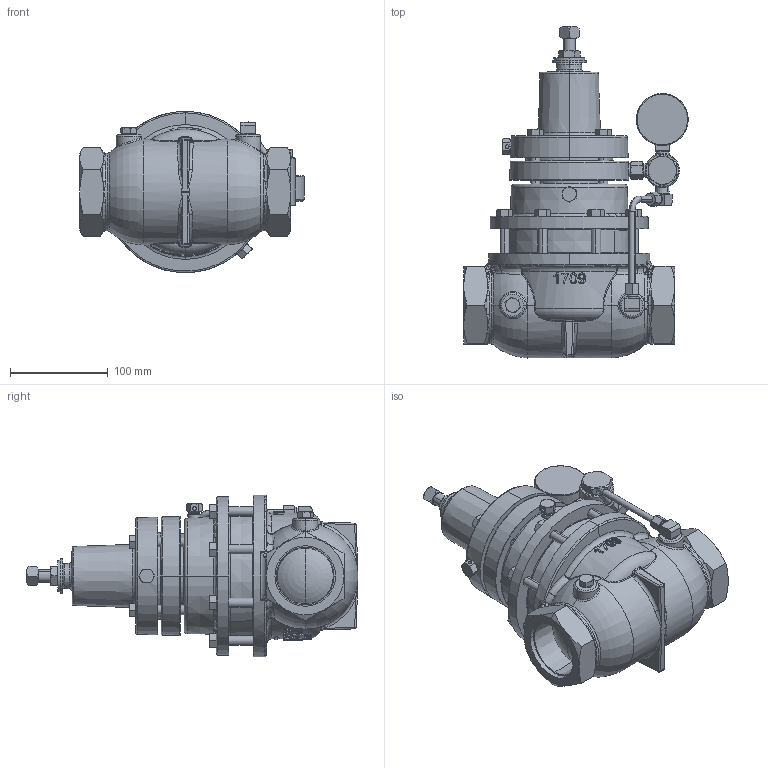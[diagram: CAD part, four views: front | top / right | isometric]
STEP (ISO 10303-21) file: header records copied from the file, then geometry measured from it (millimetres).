
FILE_DESCRIPTION (( 'STEP AP203' ), '1' );
FILE_NAME ('2 INCH 212 SGT BP (AAA).STEP', '2013-10-07T13:47:40', ( 'PCTech' ), ( 'Microsoft' ), 'SwSTEP 2.0', 'SolidWorks 2013', '' );
FILE_SCHEMA (( 'CONFIG_CONTROL_DESIGN' ));
Length unit declared in the file: inch
Products named in the file (1): 2 INCH 212 SGT BP (AAA)
Bounding box: 229.71 x 339.66 x 165.1 mm (x, y, z)
Volume: 3625484.6 mm3; surface area: 276998.8 mm2
Topology: 1 solids, 3 shells, 1374 faces, 3487 edges, 2138 vertices
Faces by surface type: plane 468, bspline 367, cone 233, cylinder 196, torus 98, sphere 12
Entity records: 69353 total; most frequent: CARTESIAN_POINT 39647, ORIENTED_EDGE 6866, DIRECTION 5166, EDGE_CURVE 3433, VERTEX_POINT 2138, AXIS2_PLACEMENT_3D 2023, EDGE_LOOP 1483, ADVANCED_FACE 1374
